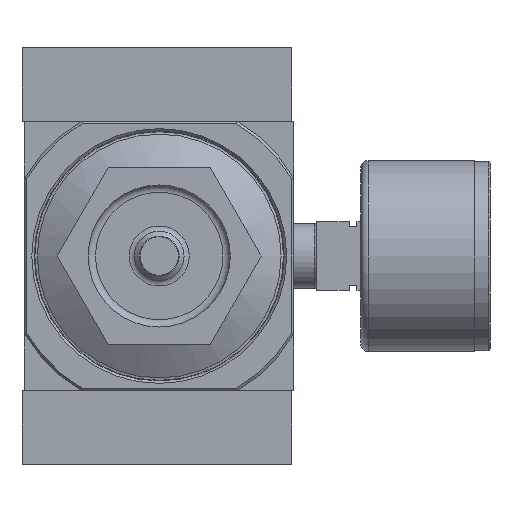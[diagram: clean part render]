
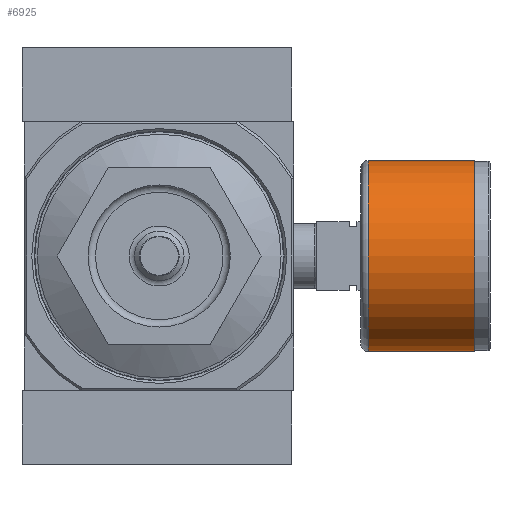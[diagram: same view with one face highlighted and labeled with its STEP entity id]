
A CAD part, front view. The second image highlights one B-rep face of the part: STEP entity #6925.
In plain terms, the highlighted cylindrical face has radius 19.5 mm (diameter 39 mm), a full revolution.
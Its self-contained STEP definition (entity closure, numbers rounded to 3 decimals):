
#323=CYLINDRICAL_SURFACE('',#7512,19.5);
#1915=ORIENTED_EDGE('',*,*,#2976,.F.);
#1916=ORIENTED_EDGE('',*,*,#2977,.T.);
#2976=EDGE_CURVE('',#3581,#3581,#3980,.T.);
#2977=EDGE_CURVE('',#3582,#3582,#3981,.T.);
#3581=VERTEX_POINT('',#10862);
#3582=VERTEX_POINT('',#10865);
#3980=CIRCLE('',#7511,19.5);
#3981=CIRCLE('',#7513,19.5);
#4396=EDGE_LOOP('',(#1915));
#4397=EDGE_LOOP('',(#1916));
#4926=FACE_BOUND('',#4396,.T.);
#4927=FACE_BOUND('',#4397,.T.);
#6925=ADVANCED_FACE('',(#4926,#4927),#323,.T.);
#7511=AXIS2_PLACEMENT_3D('',#10861,#8776,#8777);
#7512=AXIS2_PLACEMENT_3D('',#10863,#8778,#8779);
#7513=AXIS2_PLACEMENT_3D('',#10864,#8780,#8781);
#8776=DIRECTION('',(1.,0.,0.));
#8777=DIRECTION('',(0.,0.,-1.));
#8778=DIRECTION('',(1.,0.,0.));
#8779=DIRECTION('',(0.,0.,-1.));
#8780=DIRECTION('',(1.,0.,0.));
#8781=DIRECTION('',(0.,0.,-1.));
#10861=CARTESIAN_POINT('',(-3.2,0.,0.));
#10862=CARTESIAN_POINT('',(-3.2,0.,-19.5));
#10863=CARTESIAN_POINT('',(0.,0.,0.));
#10864=CARTESIAN_POINT('',(-24.85,0.,0.));
#10865=CARTESIAN_POINT('',(-24.85,0.,-19.5));
